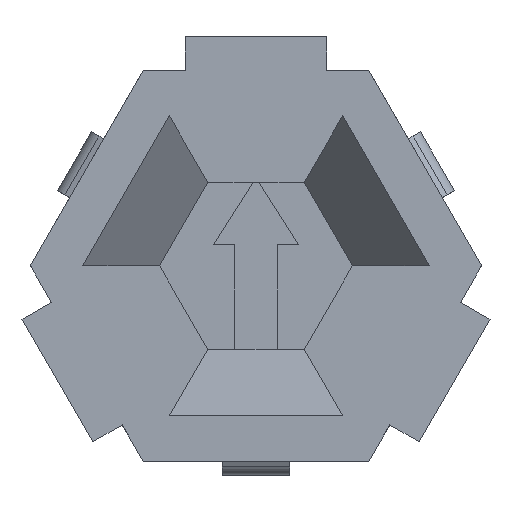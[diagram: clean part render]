
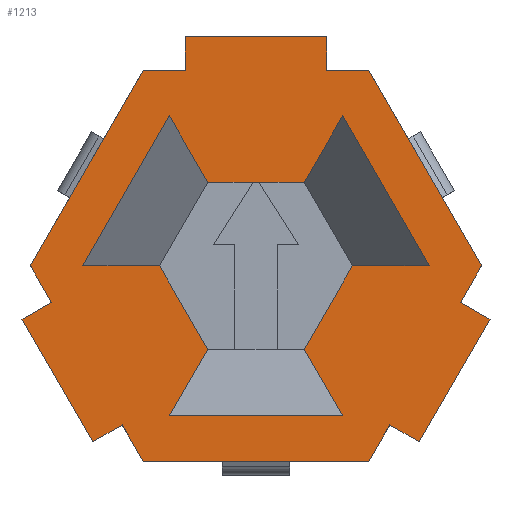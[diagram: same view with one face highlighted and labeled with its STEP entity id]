
A CAD part, front view. The second image highlights one B-rep face of the part: STEP entity #1213.
In plain terms, the highlighted planar face has unit normal (0, -1, 0).
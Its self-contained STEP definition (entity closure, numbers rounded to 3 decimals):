
#2=DIRECTION('',(-0.5,0.,0.866));
#3=VECTOR('',#2,1.357);
#4=CARTESIAN_POINT('',(-0.852,0.,1.475));
#5=LINE('',#4,#3);
#6=DIRECTION('',(-0.5,0.,-0.866));
#7=VECTOR('',#6,3.06);
#8=CARTESIAN_POINT('',(-1.53,0.,2.65));
#9=LINE('',#8,#7);
#10=DIRECTION('',(1.,0.,0.));
#11=VECTOR('',#10,1.357);
#12=CARTESIAN_POINT('',(-3.06,0.,0.));
#13=LINE('',#12,#11);
#14=DIRECTION('',(0.5,0.,-0.866));
#15=VECTOR('',#14,1.703);
#16=CARTESIAN_POINT('',(-1.703,0.,0.));
#17=LINE('',#16,#15);
#18=DIRECTION('',(-0.5,0.,-0.866));
#19=VECTOR('',#18,1.357);
#20=CARTESIAN_POINT('',(-0.852,0.,-1.475));
#21=LINE('',#20,#19);
#22=DIRECTION('',(1.,0.,0.));
#23=VECTOR('',#22,3.06);
#24=CARTESIAN_POINT('',(-1.53,0.,-2.65));
#25=LINE('',#24,#23);
#26=DIRECTION('',(-0.5,0.,0.866));
#27=VECTOR('',#26,1.357);
#28=CARTESIAN_POINT('',(1.53,0.,-2.65));
#29=LINE('',#28,#27);
#30=DIRECTION('',(0.5,0.,0.866));
#31=VECTOR('',#30,1.703);
#32=CARTESIAN_POINT('',(0.852,0.,-1.475));
#33=LINE('',#32,#31);
#34=DIRECTION('',(1.,0.,0.));
#35=VECTOR('',#34,1.357);
#36=CARTESIAN_POINT('',(1.703,0.,0.));
#37=LINE('',#36,#35);
#38=DIRECTION('',(-0.5,0.,0.866));
#39=VECTOR('',#38,3.06);
#40=CARTESIAN_POINT('',(3.06,0.,0.));
#41=LINE('',#40,#39);
#42=DIRECTION('',(-0.5,0.,-0.866));
#43=VECTOR('',#42,1.357);
#44=CARTESIAN_POINT('',(1.53,0.,2.65));
#45=LINE('',#44,#43);
#46=DIRECTION('',(-1.,0.,0.));
#47=VECTOR('',#46,1.703);
#48=CARTESIAN_POINT('',(0.852,0.,1.475));
#49=LINE('',#48,#47);
#50=DIRECTION('',(-0.5,0.,-0.866));
#51=VECTOR('',#50,0.742);
#52=CARTESIAN_POINT('',(3.984,0.,0.));
#53=LINE('',#52,#51);
#54=DIRECTION('',(-0.5,0.,-0.866));
#55=VECTOR('',#54,2.5);
#56=CARTESIAN_POINT('',(4.132,0.,-0.942));
#57=LINE('',#56,#55);
#58=DIRECTION('',(-0.5,0.,-0.866));
#59=VECTOR('',#58,0.742);
#60=CARTESIAN_POINT('',(2.363,0.,-2.808));
#61=LINE('',#60,#59);
#62=DIRECTION('',(-1.,0.,0.));
#63=VECTOR('',#62,3.984);
#64=CARTESIAN_POINT('',(1.992,0.,-3.45));
#65=LINE('',#64,#63);
#66=DIRECTION('',(-0.5,0.,0.866));
#67=VECTOR('',#66,0.742);
#68=CARTESIAN_POINT('',(-1.992,0.,-3.45));
#69=LINE('',#68,#67);
#70=DIRECTION('',(-0.5,0.,0.866));
#71=VECTOR('',#70,2.5);
#72=CARTESIAN_POINT('',(-2.882,0.,-3.108));
#73=LINE('',#72,#71);
#74=DIRECTION('',(-0.5,0.,0.866));
#75=VECTOR('',#74,0.742);
#76=CARTESIAN_POINT('',(-3.613,0.,-0.642));
#77=LINE('',#76,#75);
#78=DIRECTION('',(0.5,0.,0.866));
#79=VECTOR('',#78,3.984);
#80=CARTESIAN_POINT('',(-3.984,0.,0.));
#81=LINE('',#80,#79);
#82=DIRECTION('',(1.,0.,0.));
#83=VECTOR('',#82,0.742);
#84=CARTESIAN_POINT('',(-1.992,0.,3.45));
#85=LINE('',#84,#83);
#86=DIRECTION('',(1.,0.,0.));
#87=VECTOR('',#86,2.5);
#88=CARTESIAN_POINT('',(-1.25,0.,4.05));
#89=LINE('',#88,#87);
#90=DIRECTION('',(1.,0.,0.));
#91=VECTOR('',#90,0.742);
#92=CARTESIAN_POINT('',(1.25,0.,3.45));
#93=LINE('',#92,#91);
#94=DIRECTION('',(0.5,0.,-0.866));
#95=VECTOR('',#94,3.984);
#96=CARTESIAN_POINT('',(1.992,0.,3.45));
#97=LINE('',#96,#95);
#366=DIRECTION('',(-0.866,0.,0.5));
#367=VECTOR('',#366,0.6);
#368=CARTESIAN_POINT('',(4.132,0.,-0.942));
#369=LINE('',#368,#367);
#370=DIRECTION('',(-0.866,0.,0.5));
#371=VECTOR('',#370,0.6);
#372=CARTESIAN_POINT('',(2.882,0.,-3.108));
#373=LINE('',#372,#371);
#492=DIRECTION('',(0.,0.,-1.));
#493=VECTOR('',#492,0.6);
#494=CARTESIAN_POINT('',(-1.25,0.,4.05));
#495=LINE('',#494,#493);
#496=DIRECTION('',(0.,0.,-1.));
#497=VECTOR('',#496,0.6);
#498=CARTESIAN_POINT('',(1.25,0.,4.05));
#499=LINE('',#498,#497);
#618=DIRECTION('',(0.866,0.,0.5));
#619=VECTOR('',#618,0.6);
#620=CARTESIAN_POINT('',(-2.882,0.,-3.108));
#621=LINE('',#620,#619);
#622=DIRECTION('',(0.866,0.,0.5));
#623=VECTOR('',#622,0.6);
#624=CARTESIAN_POINT('',(-4.132,0.,-0.942));
#625=LINE('',#624,#623);
#872=CARTESIAN_POINT('',(-3.984,0.,0.));
#873=CARTESIAN_POINT('',(-1.992,0.,3.45));
#874=VERTEX_POINT('',#872);
#875=VERTEX_POINT('',#873);
#876=CARTESIAN_POINT('',(1.992,0.,3.45));
#877=CARTESIAN_POINT('',(3.984,0.,0.));
#878=VERTEX_POINT('',#876);
#879=VERTEX_POINT('',#877);
#880=CARTESIAN_POINT('',(1.992,0.,-3.45));
#881=CARTESIAN_POINT('',(-1.992,0.,-3.45));
#882=VERTEX_POINT('',#880);
#883=VERTEX_POINT('',#881);
#933=CARTESIAN_POINT('',(-1.25,0.,4.05));
#935=VERTEX_POINT('',#933);
#937=CARTESIAN_POINT('',(1.25,0.,4.05));
#939=VERTEX_POINT('',#937);
#940=CARTESIAN_POINT('',(-1.25,0.,3.45));
#942=VERTEX_POINT('',#940);
#944=CARTESIAN_POINT('',(1.25,0.,3.45));
#946=VERTEX_POINT('',#944);
#949=CARTESIAN_POINT('',(-2.882,0.,-3.108));
#951=VERTEX_POINT('',#949);
#953=CARTESIAN_POINT('',(-4.132,0.,-0.942));
#955=VERTEX_POINT('',#953);
#956=CARTESIAN_POINT('',(-2.363,0.,-2.808));
#958=VERTEX_POINT('',#956);
#960=CARTESIAN_POINT('',(-3.613,0.,-0.642));
#962=VERTEX_POINT('',#960);
#965=CARTESIAN_POINT('',(4.132,0.,-0.942));
#967=VERTEX_POINT('',#965);
#969=CARTESIAN_POINT('',(2.882,0.,-3.108));
#971=VERTEX_POINT('',#969);
#972=CARTESIAN_POINT('',(3.613,0.,-0.642));
#974=VERTEX_POINT('',#972);
#976=CARTESIAN_POINT('',(2.363,0.,-2.808));
#978=VERTEX_POINT('',#976);
#1064=CARTESIAN_POINT('',(-0.852,0.,-1.475));
#1065=CARTESIAN_POINT('',(-1.53,0.,-2.65));
#1066=VERTEX_POINT('',#1064);
#1067=VERTEX_POINT('',#1065);
#1068=CARTESIAN_POINT('',(1.53,0.,-2.65));
#1069=VERTEX_POINT('',#1068);
#1070=CARTESIAN_POINT('',(0.852,0.,-1.475));
#1071=VERTEX_POINT('',#1070);
#1080=CARTESIAN_POINT('',(1.703,0.,0.));
#1081=CARTESIAN_POINT('',(3.06,0.,0.));
#1082=VERTEX_POINT('',#1080);
#1083=VERTEX_POINT('',#1081);
#1084=CARTESIAN_POINT('',(1.53,0.,2.65));
#1085=VERTEX_POINT('',#1084);
#1086=CARTESIAN_POINT('',(0.852,0.,1.475));
#1087=VERTEX_POINT('',#1086);
#1088=CARTESIAN_POINT('',(-0.852,0.,1.475));
#1089=CARTESIAN_POINT('',(-1.53,0.,2.65));
#1090=VERTEX_POINT('',#1088);
#1091=VERTEX_POINT('',#1089);
#1092=CARTESIAN_POINT('',(-3.06,0.,0.));
#1093=VERTEX_POINT('',#1092);
#1094=CARTESIAN_POINT('',(-1.703,0.,0.));
#1095=VERTEX_POINT('',#1094);
#1144=CARTESIAN_POINT('',(0.,0.,0.));
#1145=DIRECTION('',(0.,1.,0.));
#1146=DIRECTION('',(1.,0.,0.));
#1147=AXIS2_PLACEMENT_3D('',#1144,#1145,#1146);
#1148=PLANE('',#1147);
#1150=ORIENTED_EDGE('',*,*,#1149,.T.);
#1152=ORIENTED_EDGE('',*,*,#1151,.F.);
#1154=ORIENTED_EDGE('',*,*,#1153,.T.);
#1156=ORIENTED_EDGE('',*,*,#1155,.T.);
#1158=ORIENTED_EDGE('',*,*,#1157,.T.);
#1160=ORIENTED_EDGE('',*,*,#1159,.T.);
#1162=ORIENTED_EDGE('',*,*,#1161,.T.);
#1164=ORIENTED_EDGE('',*,*,#1163,.F.);
#1166=ORIENTED_EDGE('',*,*,#1165,.T.);
#1168=ORIENTED_EDGE('',*,*,#1167,.T.);
#1170=ORIENTED_EDGE('',*,*,#1169,.T.);
#1172=ORIENTED_EDGE('',*,*,#1171,.T.);
#1174=ORIENTED_EDGE('',*,*,#1173,.T.);
#1176=ORIENTED_EDGE('',*,*,#1175,.F.);
#1178=ORIENTED_EDGE('',*,*,#1177,.T.);
#1180=ORIENTED_EDGE('',*,*,#1179,.T.);
#1182=ORIENTED_EDGE('',*,*,#1181,.T.);
#1184=ORIENTED_EDGE('',*,*,#1183,.T.);
#1185=EDGE_LOOP('',(#1150,#1152,#1154,#1156,#1158,#1160,#1162,#1164,#1166,#1168,
#1170,#1172,#1174,#1176,#1178,#1180,#1182,#1184));
#1186=FACE_OUTER_BOUND('',#1185,.F.);
#1188=ORIENTED_EDGE('',*,*,#1187,.T.);
#1190=ORIENTED_EDGE('',*,*,#1189,.T.);
#1192=ORIENTED_EDGE('',*,*,#1191,.T.);
#1194=ORIENTED_EDGE('',*,*,#1193,.T.);
#1196=ORIENTED_EDGE('',*,*,#1195,.T.);
#1198=ORIENTED_EDGE('',*,*,#1197,.T.);
#1200=ORIENTED_EDGE('',*,*,#1199,.T.);
#1202=ORIENTED_EDGE('',*,*,#1201,.T.);
#1204=ORIENTED_EDGE('',*,*,#1203,.T.);
#1206=ORIENTED_EDGE('',*,*,#1205,.T.);
#1208=ORIENTED_EDGE('',*,*,#1207,.T.);
#1210=ORIENTED_EDGE('',*,*,#1209,.T.);
#1211=EDGE_LOOP('',(#1188,#1190,#1192,#1194,#1196,#1198,#1200,#1202,#1204,#1206,
#1208,#1210));
#1212=FACE_BOUND('',#1211,.F.);
#1213=ADVANCED_FACE('',(#1186,#1212),#1148,.F.);
#1149=EDGE_CURVE('',#879,#974,#53,.T.);
#1151=EDGE_CURVE('',#967,#974,#369,.T.);
#1153=EDGE_CURVE('',#967,#971,#57,.T.);
#1155=EDGE_CURVE('',#971,#978,#373,.T.);
#1157=EDGE_CURVE('',#978,#882,#61,.T.);
#1159=EDGE_CURVE('',#882,#883,#65,.T.);
#1161=EDGE_CURVE('',#883,#958,#69,.T.);
#1163=EDGE_CURVE('',#951,#958,#621,.T.);
#1165=EDGE_CURVE('',#951,#955,#73,.T.);
#1167=EDGE_CURVE('',#955,#962,#625,.T.);
#1169=EDGE_CURVE('',#962,#874,#77,.T.);
#1171=EDGE_CURVE('',#874,#875,#81,.T.);
#1173=EDGE_CURVE('',#875,#942,#85,.T.);
#1175=EDGE_CURVE('',#935,#942,#495,.T.);
#1177=EDGE_CURVE('',#935,#939,#89,.T.);
#1179=EDGE_CURVE('',#939,#946,#499,.T.);
#1181=EDGE_CURVE('',#946,#878,#93,.T.);
#1183=EDGE_CURVE('',#878,#879,#97,.T.);
#1187=EDGE_CURVE('',#1090,#1091,#5,.T.);
#1189=EDGE_CURVE('',#1091,#1093,#9,.T.);
#1191=EDGE_CURVE('',#1093,#1095,#13,.T.);
#1193=EDGE_CURVE('',#1095,#1066,#17,.T.);
#1195=EDGE_CURVE('',#1066,#1067,#21,.T.);
#1197=EDGE_CURVE('',#1067,#1069,#25,.T.);
#1199=EDGE_CURVE('',#1069,#1071,#29,.T.);
#1201=EDGE_CURVE('',#1071,#1082,#33,.T.);
#1203=EDGE_CURVE('',#1082,#1083,#37,.T.);
#1205=EDGE_CURVE('',#1083,#1085,#41,.T.);
#1207=EDGE_CURVE('',#1085,#1087,#45,.T.);
#1209=EDGE_CURVE('',#1087,#1090,#49,.T.);
